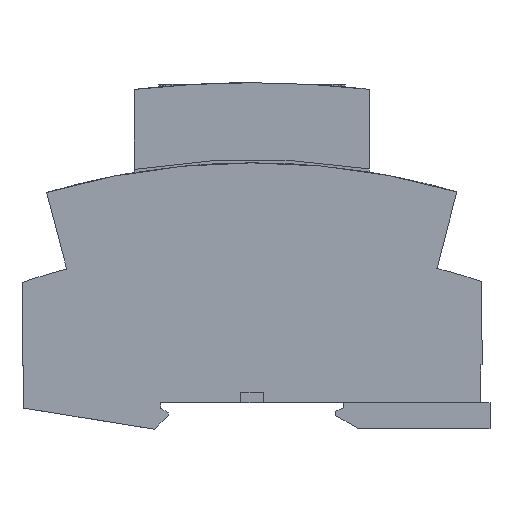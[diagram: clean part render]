
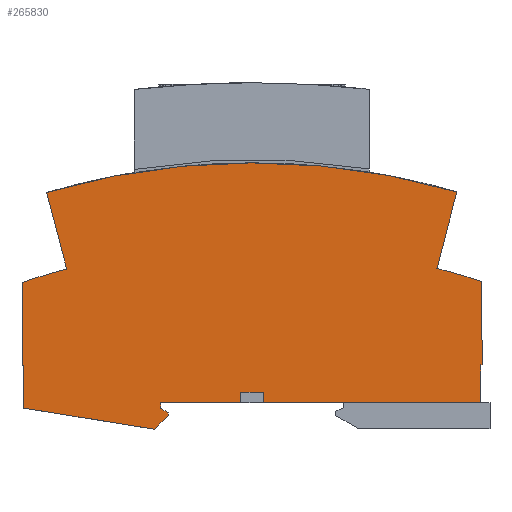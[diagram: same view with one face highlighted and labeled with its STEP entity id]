
A CAD part, left-side view. The second image highlights one B-rep face of the part: STEP entity #265830.
In plain terms, the highlighted face is planar.
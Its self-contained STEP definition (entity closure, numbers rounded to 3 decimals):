
#3450=CARTESIAN_POINT('',(0.,0.,0.));
#3460=VERTEX_POINT('',#3450);
#3490=CARTESIAN_POINT('',(-17.5,0.,0.));
#3500=DIRECTION('',(-1.,0.,0.));
#3510=VECTOR('',#3500,1.);
#3520=LINE('',#3490,#3510);
#3530=CARTESIAN_POINT('',(-15.308,0.,0.));
#3540=VERTEX_POINT('',#3530);
#3550=EDGE_CURVE('',#3460,#3540,#3520,.T.);
#3680=CARTESIAN_POINT('',(-19.704,0.,0.));
#3690=VERTEX_POINT('',#3680);
#3720=CARTESIAN_POINT('',(-17.5,0.,0.));
#3730=DIRECTION('',(-1.,0.,0.));
#3740=VECTOR('',#3730,1.);
#3750=LINE('',#3720,#3740);
#3760=CARTESIAN_POINT('',(-61.208,0.,0.));
#3770=VERTEX_POINT('',#3760);
#3780=EDGE_CURVE('',#3690,#3770,#3750,.T.);
#7810=CARTESIAN_POINT('',(26.19,-1.053,0.));
#7820=VERTEX_POINT('',#7810);
#7850=CARTESIAN_POINT('',(-17.5,-8.128,0.));
#7860=DIRECTION('',(-0.987,-0.16,0.));
#7870=VECTOR('',#7860,1.);
#7880=LINE('',#7850,#7870);
#7890=CARTESIAN_POINT('',(1.144,-5.109,0.));
#7900=VERTEX_POINT('',#7890);
#7910=EDGE_CURVE('',#7820,#7900,#7880,.T.);
#14030=CARTESIAN_POINT('',(-17.5,7.124,0.));
#14040=DIRECTION('',(-1.,0.002,0.));
#14050=VECTOR('',#14040,1.);
#14060=LINE('',#14030,#14050);
#14070=CARTESIAN_POINT('',(26.496,7.047,0.));
#14080=VERTEX_POINT('',#14070);
#14090=CARTESIAN_POINT('',(26.205,7.047,0.));
#14100=VERTEX_POINT('',#14090);
#14110=EDGE_CURVE('',#14080,#14100,#14060,.T.);
#14510=CARTESIAN_POINT('',(26.234,23.91,0.));
#14520=DIRECTION('',(0.002,1.,0.));
#14530=VECTOR('',#14520,1.);
#14540=LINE('',#14510,#14530);
#14550=EDGE_CURVE('',#7820,#14100,#14540,.T.);
#39990=CARTESIAN_POINT('',(-52.863,25.653,0.));
#40000=VERTEX_POINT('',#39990);
#40050=CARTESIAN_POINT('',(-52.411,23.91,
0.));
#40060=DIRECTION('',(0.251,-0.968,0.));
#40070=VECTOR('',#40060,1.);
#40080=LINE('',#40050,#40070);
#40090=CARTESIAN_POINT('',(-56.665,40.304,
0.));
#40100=VERTEX_POINT('',#40090);
#40110=EDGE_CURVE('',#40100,#40000,#40080,.T.);
#40520=CARTESIAN_POINT('',(-17.672,-94.156,0.));
#40530=DIRECTION('',(0.,0.,-1.));
#40540=DIRECTION('',(-1.,0.002,
0.));
#40550=AXIS2_PLACEMENT_3D('',#40520,#40530,#40540);
#40560=CIRCLE('',#40550,140.);
#40570=CARTESIAN_POINT('',(21.79,40.167,0.));
#40580=VERTEX_POINT('',#40570);
#40590=EDGE_CURVE('',#40100,#40580,#40560,.T.);
#42140=CARTESIAN_POINT('',(-17.7,-109.86,0.));
#42150=DIRECTION('',(0.,0.,-1.));
#42160=DIRECTION('',(-1.,0.002,
0.));
#42170=AXIS2_PLACEMENT_3D('',#42140,#42150,#42160);
#42180=CIRCLE('',#42170,140.);
#42190=CARTESIAN_POINT('',(-61.431,23.135,0.));
#42200=VERTEX_POINT('',#42190);
#42210=EDGE_CURVE('',#42200,#40000,#42180,.T.);
#48610=CARTESIAN_POINT('',(-61.166,23.91,0.));
#48620=DIRECTION('',(-0.002,-1.,0.));
#48630=VECTOR('',#48620,1.);
#48640=LINE('',#48610,#48630);
#48650=CARTESIAN_POINT('',(-61.195,7.2,0.));
#48660=VERTEX_POINT('',#48650);
#48670=EDGE_CURVE('',#48660,#3770,#48640,.T.);
#94570=CARTESIAN_POINT('',(17.937,25.529,0.));
#94580=VERTEX_POINT('',#94570);
#94610=CARTESIAN_POINT('',(-17.7,-109.86,0.));
#94620=DIRECTION('',(0.,0.,1.));
#94630=DIRECTION('',(1.,-0.002,
0.));
#94640=AXIS2_PLACEMENT_3D('',#94610,#94620,#94630);
#94650=CIRCLE('',#94640,140.);
#94660=CARTESIAN_POINT('',(26.496,22.982,0.));
#94670=VERTEX_POINT('',#94660);
#94680=EDGE_CURVE('',#94670,#94580,#94650,.T.);
#94930=CARTESIAN_POINT('',(26.496,8.,
0.));
#94940=DIRECTION('',(0.,-1.,0.));
#94950=VECTOR('',#94940,1.);
#94960=LINE('',#94930,#94950);
#94970=EDGE_CURVE('',#94670,#14080,#94960,.T.);
#165010=CARTESIAN_POINT('',(17.511,23.91,0.));
#165020=DIRECTION('',(-0.255,-0.967,0.));
#165030=VECTOR('',#165020,1.);
#165040=LINE('',#165010,#165030);
#165050=EDGE_CURVE('',#40580,#94580,#165040,.T.);
#165560=CARTESIAN_POINT('',(-17.5,7.124,0.));
#165570=DIRECTION('',(1.,-0.002,0.));
#165580=VECTOR('',#165570,1.);
#165590=LINE('',#165560,#165580);
#165600=CARTESIAN_POINT('',(-61.486,7.201,0.));
#165610=VERTEX_POINT('',#165600);
#165620=EDGE_CURVE('',#165610,#48660,#165590,.T.);
#165780=CARTESIAN_POINT('',(-61.484,8.,
0.));
#165790=DIRECTION('',(-0.003,-1.,0.));
#165800=VECTOR('',#165790,1.);
#165810=LINE('',#165780,#165800);
#165820=EDGE_CURVE('',#42200,#165610,#165810,.T.);
#259050=CARTESIAN_POINT('',(-58.213,54.456,
0.));
#259060=DIRECTION('',(0.706,-0.708,
0.));
#259070=VECTOR('',#259060,1.);
#259080=LINE('',#259050,#259070);
#259090=CARTESIAN_POINT('',(-1.495,-2.46,0.));
#259100=VERTEX_POINT('',#259090);
#259110=EDGE_CURVE('',#259100,#7900,#259080,.T.);
#259360=CARTESIAN_POINT('',(-1.486,2.996,
0.));
#259370=DIRECTION('',(0.002,1.,
0.));
#259380=VECTOR('',#259370,1.);
#259390=LINE('',#259360,#259380);
#259400=CARTESIAN_POINT('',(-1.494,-1.96,0.));
#259410=VERTEX_POINT('',#259400);
#259420=EDGE_CURVE('',#259100,#259410,#259390,.T.);
#259670=CARTESIAN_POINT('',(-17.5,-11.164,0.));
#259680=DIRECTION('',(0.867,0.498,0.));
#259690=VECTOR('',#259680,1.);
#259700=LINE('',#259670,#259690);
#259710=CARTESIAN_POINT('',(0.,-1.101,0.));
#259720=VERTEX_POINT('',#259710);
#259730=EDGE_CURVE('',#259410,#259720,#259700,.T.);
#259980=CARTESIAN_POINT('',(0.,23.91,0.));
#259990=DIRECTION('',(0.,-1.,0.));
#260000=VECTOR('',#259990,1.);
#260010=LINE('',#259980,#260000);
#260020=EDGE_CURVE('',#3460,#259720,#260010,.T.);
#260260=CARTESIAN_POINT('',(-15.308,2.,0.));
#260270=VERTEX_POINT('',#260260);
#260320=CARTESIAN_POINT('',(-15.308,23.91,0.));
#260330=DIRECTION('',(0.,-1.,0.));
#260340=VECTOR('',#260330,1.);
#260350=LINE('',#260320,#260340);
#260360=EDGE_CURVE('',#260270,#3540,#260350,.T.);
#260550=CARTESIAN_POINT('',(-68.477,2.,
0.));
#260560=DIRECTION('',(-1.,0.,0.));
#260570=VECTOR('',#260560,1.);
#260580=LINE('',#260550,#260570);
#260590=CARTESIAN_POINT('',(-19.704,2.,0.));
#260600=VERTEX_POINT('',#260590);
#260610=EDGE_CURVE('',#260270,#260600,#260580,.T.);
#260860=CARTESIAN_POINT('',(-19.704,23.91,0.));
#260870=DIRECTION('',(0.,1.,0.));
#260880=VECTOR('',#260870,1.);
#260890=LINE('',#260860,#260880);
#260900=EDGE_CURVE('',#3690,#260600,#260890,.T.);
#265550=CARTESIAN_POINT('',(-17.5,23.91,0.));
#265560=DIRECTION('',(0.,0.,1.));
#265570=DIRECTION('',(1.,0.,0.));
#265580=AXIS2_PLACEMENT_3D('',#265550,#265560,#265570);
#265590=PLANE('',#265580);
#265600=ORIENTED_EDGE('',*,*,#40110,.F.);
#265610=ORIENTED_EDGE('',*,*,#42210,.T.);
#265620=ORIENTED_EDGE('',*,*,#165820,.F.);
#265630=ORIENTED_EDGE('',*,*,#165620,.F.);
#265640=ORIENTED_EDGE('',*,*,#48670,.F.);
#265650=ORIENTED_EDGE('',*,*,#3780,.T.);
#265660=ORIENTED_EDGE('',*,*,#260900,.F.);
#265670=ORIENTED_EDGE('',*,*,#260610,.T.);
#265680=ORIENTED_EDGE('',*,*,#260360,.F.);
#265690=ORIENTED_EDGE('',*,*,#3550,.T.);
#265700=ORIENTED_EDGE('',*,*,#260020,.F.);
#265710=ORIENTED_EDGE('',*,*,#259730,.T.);
#265720=ORIENTED_EDGE('',*,*,#259420,.T.);
#265730=ORIENTED_EDGE('',*,*,#259110,.F.);
#265740=ORIENTED_EDGE('',*,*,#7910,.T.);
#265750=ORIENTED_EDGE('',*,*,#14550,.F.);
#265760=ORIENTED_EDGE('',*,*,#14110,.T.);
#265770=ORIENTED_EDGE('',*,*,#94970,.T.);
#265780=ORIENTED_EDGE('',*,*,#94680,.F.);
#265790=ORIENTED_EDGE('',*,*,#165050,.T.);
#265800=ORIENTED_EDGE('',*,*,#40590,.T.);
#265810=EDGE_LOOP('',(#265800,#265790,#265780,#265770,#265760,#265750,
#265740,#265730,#265720,#265710,#265700,#265690,#265680,#265670,#265660,
#265650,#265640,#265630,#265620,#265610,#265600));
#265820=FACE_OUTER_BOUND('',#265810,.T.);
#265830=ADVANCED_FACE('',(#265820),#265590,.F.);
